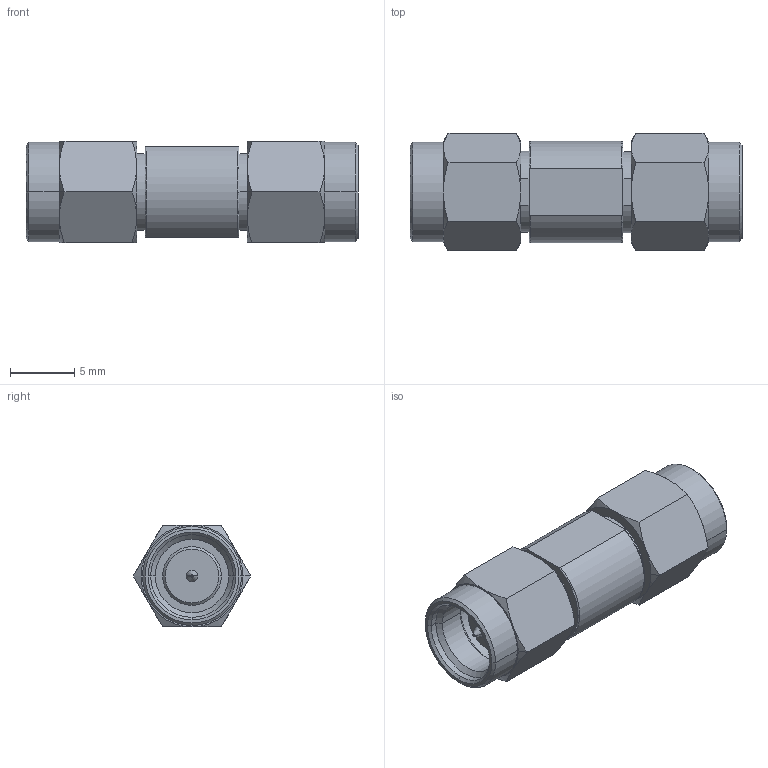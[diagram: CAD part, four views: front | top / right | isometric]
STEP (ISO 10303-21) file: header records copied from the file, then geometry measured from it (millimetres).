
FILE_DESCRIPTION (( 'STEP AP214' ), '1' );
FILE_NAME ('FMAD1608_3D.step', '2023-03-14T01:53:58', ( '' ), ( '' ), 'SwSTEP 2.0', 'SolidWorks 2022', '' );
FILE_SCHEMA (( 'AUTOMOTIVE_DESIGN' ));
Length unit declared in the file: inch
Products named in the file (3): K32S-5001A-2-BODY^FMAD1608; ADS-185-3-185-3-3^FMAD1608; FMAD1608_3D
Assembly tree (3 placements, depth 2):
  FMAD1608_3D
    ADS-185-3-185-3-3^FMAD1608
    K32S-5001A-2-BODY^FMAD1608  x2
Bounding box: 25.8 x 9.12 x 7.9 mm (x, y, z)
Volume: 1038.9 mm3; surface area: 1460.5 mm2
Topology: 3 solids, 3 shells, 169 faces, 379 edges, 226 vertices
Faces by surface type: cone 68, cylinder 49, plane 46, torus 6
Entity records: 2901 total; most frequent: CARTESIAN_POINT 689, DIRECTION 473, ORIENTED_EDGE 418, EDGE_CURVE 209, AXIS2_PLACEMENT_3D 198, VERTEX_POINT 126, CIRCLE 100, EDGE_LOOP 99
